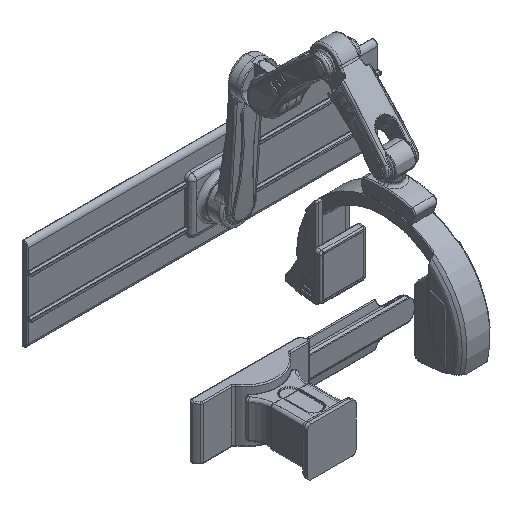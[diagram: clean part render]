
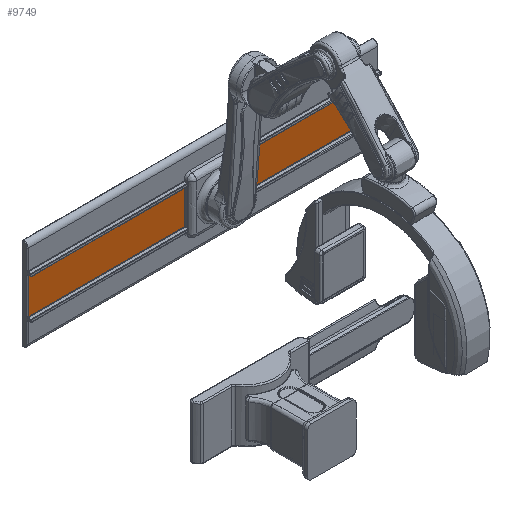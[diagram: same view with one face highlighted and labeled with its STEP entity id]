
A CAD part, isometric view. The second image highlights one B-rep face of the part: STEP entity #9749.
In plain terms, the highlighted free-form (B-spline) face has degree [1, 1] with [2, 2] control points.
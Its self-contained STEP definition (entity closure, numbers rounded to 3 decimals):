
#9019 = VERTEX_POINT('',#9020);
#9020 = CARTESIAN_POINT('',(-370.687,3782.524,
    -244.603));
#9047 = EDGE_CURVE('',#9019,#9048,#9050,.T.);
#9048 = VERTEX_POINT('',#9049);
#9049 = CARTESIAN_POINT('',(-370.687,3782.524,
    244.603));
#9050 = B_SPLINE_CURVE_WITH_KNOTS('',1,(#9051,#9052),.UNSPECIFIED.,.F.,
  .F.,(2,2),(0.,388.),.PIECEWISE_BEZIER_KNOTS.);
#9051 = CARTESIAN_POINT('',(-370.687,3782.524,
    -244.603));
#9052 = CARTESIAN_POINT('',(-370.687,3782.524,
    244.603));
#9661 = VERTEX_POINT('',#9662);
#9662 = CARTESIAN_POINT('',(4405.38,3782.524,
    244.603));
#9689 = EDGE_CURVE('',#9661,#9690,#9692,.T.);
#9690 = VERTEX_POINT('',#9691);
#9691 = CARTESIAN_POINT('',(4405.38,3782.524,
    -244.603));
#9692 = B_SPLINE_CURVE_WITH_KNOTS('',1,(#9693,#9694),.UNSPECIFIED.,.F.,
  .F.,(2,2),(0.,388.),
  .PIECEWISE_BEZIER_KNOTS.);
#9693 = CARTESIAN_POINT('',(4405.38,3782.524,
    244.603));
#9694 = CARTESIAN_POINT('',(4405.38,3782.524,
    -244.603));
#9738 = EDGE_CURVE('',#9019,#9690,#9739,.T.);
#9739 = B_SPLINE_CURVE_WITH_KNOTS('',1,(#9740,#9741),.UNSPECIFIED.,.F.,
  .F.,(2,2),(0.,3788.),.PIECEWISE_BEZIER_KNOTS.);
#9740 = CARTESIAN_POINT('',(-370.687,3782.524,
    -244.603));
#9741 = CARTESIAN_POINT('',(4405.38,3782.524,
    -244.603));
#9749 = ADVANCED_FACE('',(#9750),#9760,.T.);
#9750 = FACE_BOUND('',#9751,.F.);
#9751 = EDGE_LOOP('',(#9752,#9753,#9754,#9755));
#9752 = ORIENTED_EDGE('',*,*,#9689,.T.);
#9753 = ORIENTED_EDGE('',*,*,#9738,.F.);
#9754 = ORIENTED_EDGE('',*,*,#9047,.T.);
#9755 = ORIENTED_EDGE('',*,*,#9756,.T.);
#9756 = EDGE_CURVE('',#9048,#9661,#9757,.T.);
#9757 = B_SPLINE_CURVE_WITH_KNOTS('',1,(#9758,#9759),.UNSPECIFIED.,.F.,
  .F.,(2,2),(0.,3788.),.PIECEWISE_BEZIER_KNOTS.);
#9758 = CARTESIAN_POINT('',(-370.687,3782.524,
    244.603));
#9759 = CARTESIAN_POINT('',(4405.38,3782.524,
    244.603));
#9760 = B_SPLINE_SURFACE_WITH_KNOTS('',1,1,(
    (#9761,#9762)
    ,(#9763,#9764
    )),.UNSPECIFIED.,.F.,.F.,.F.,(2,2),(2,2),(6.,394.
    ),(6.,3794.),.PIECEWISE_BEZIER_KNOTS.);
#9761 = CARTESIAN_POINT('',(-370.687,3782.524,
    244.603));
#9762 = CARTESIAN_POINT('',(4405.38,3782.524,
    244.603));
#9763 = CARTESIAN_POINT('',(-370.687,3782.524,
    -244.603));
#9764 = CARTESIAN_POINT('',(4405.38,3782.524,
    -244.603));
